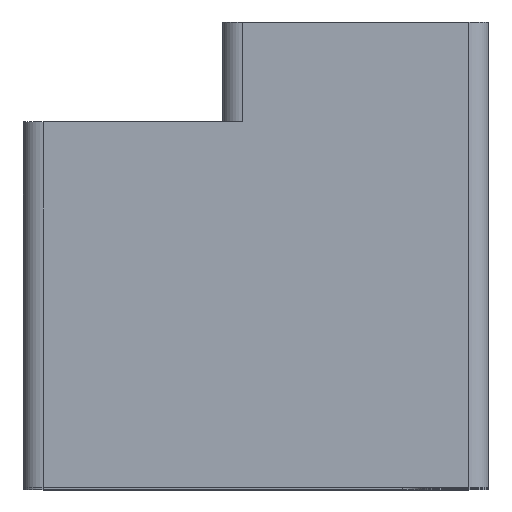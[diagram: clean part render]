
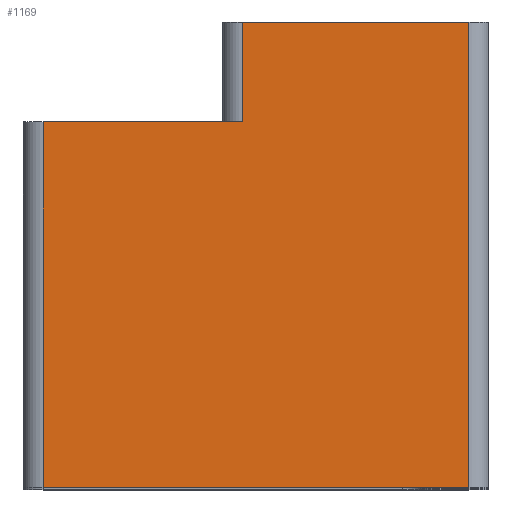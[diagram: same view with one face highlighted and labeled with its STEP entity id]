
A CAD part, top view. The second image highlights one B-rep face of the part: STEP entity #1169.
In plain terms, the highlighted planar face has unit normal (0, 0, 1).
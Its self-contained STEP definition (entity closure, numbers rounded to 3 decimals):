
#9 = CARTESIAN_POINT ( 'NONE',  ( 267., 50., 0. ) ) ;
#24 = LINE ( 'NONE', #36, #1810 ) ;
#36 = CARTESIAN_POINT ( 'NONE',  ( 233., -10., 0. ) ) ;
#51 = DIRECTION ( 'NONE',  ( 1., 0., 0. ) ) ;
#70 = LINE ( 'NONE', #1219, #261 ) ;
#126 = LINE ( 'NONE', #280, #712 ) ;
#170 = EDGE_CURVE ( 'NONE', #283, #1320, #768, .T. ) ;
#243 = CARTESIAN_POINT ( 'NONE',  ( 203., 35., 0. ) ) ;
#261 = VECTOR ( 'NONE', #1800, 1000. ) ;
#280 = CARTESIAN_POINT ( 'NONE',  ( 267., -10., 0. ) ) ;
#283 = VERTEX_POINT ( 'NONE', #243 ) ;
#353 = EDGE_CURVE ( 'NONE', #521, #718, #1279, .T. ) ;
#359 = DIRECTION ( 'NONE',  ( 0., -1., 0. ) ) ;
#403 = VERTEX_POINT ( 'NONE', #483 ) ;
#423 = ORIENTED_EDGE ( 'NONE', *, *, #353, .F. ) ;
#428 = ORIENTED_EDGE ( 'NONE', *, *, #1702, .T. ) ;
#432 = EDGE_CURVE ( 'NONE', #403, #1320, #24, .T. ) ;
#483 = CARTESIAN_POINT ( 'NONE',  ( 233., 50., 0. ) ) ;
#521 = VERTEX_POINT ( 'NONE', #620 ) ;
#609 = DIRECTION ( 'NONE',  ( 0., -1., 0. ) ) ;
#620 = CARTESIAN_POINT ( 'NONE',  ( 267., -20., 0. ) ) ;
#712 = VECTOR ( 'NONE', #1017, 1000. ) ;
#718 = VERTEX_POINT ( 'NONE', #1294 ) ;
#768 = LINE ( 'NONE', #1345, #1177 ) ;
#786 = CARTESIAN_POINT ( 'NONE',  ( 203., -10., 0. ) ) ;
#807 = PLANE ( 'NONE',  #1225 ) ;
#994 = ORIENTED_EDGE ( 'NONE', *, *, #1500, .F. ) ;
#1017 = DIRECTION ( 'NONE',  ( 0., 1., 0. ) ) ;
#1169 = ADVANCED_FACE ( 'NONE', ( #1232 ), #807, .F. ) ;
#1177 = VECTOR ( 'NONE', #51, 1000. ) ;
#1219 = CARTESIAN_POINT ( 'NONE',  ( 0., 50., 0. ) ) ;
#1225 = AXIS2_PLACEMENT_3D ( 'NONE', #1678, #1388, #1551 ) ;
#1232 = FACE_OUTER_BOUND ( 'NONE', #1854, .T. ) ;
#1259 = ORIENTED_EDGE ( 'NONE', *, *, #432, .T. ) ;
#1277 = ORIENTED_EDGE ( 'NONE', *, *, #1839, .T. ) ;
#1279 = LINE ( 'NONE', #1556, #1649 ) ;
#1294 = CARTESIAN_POINT ( 'NONE',  ( 203., -20., 0. ) ) ;
#1295 = VERTEX_POINT ( 'NONE', #9 ) ;
#1320 = VERTEX_POINT ( 'NONE', #1709 ) ;
#1345 = CARTESIAN_POINT ( 'NONE',  ( 0., 35., 0. ) ) ;
#1376 = VECTOR ( 'NONE', #359, 1000. ) ;
#1388 = DIRECTION ( 'NONE',  ( 0., 0., -1. ) ) ;
#1462 = DIRECTION ( 'NONE',  ( -1., 0., 0. ) ) ;
#1490 = ORIENTED_EDGE ( 'NONE', *, *, #170, .F. ) ;
#1500 = EDGE_CURVE ( 'NONE', #403, #1295, #70, .T. ) ;
#1551 = DIRECTION ( 'NONE',  ( -1., 0., 0. ) ) ;
#1556 = CARTESIAN_POINT ( 'NONE',  ( 270., -20., 0. ) ) ;
#1635 = LINE ( 'NONE', #786, #1376 ) ;
#1649 = VECTOR ( 'NONE', #1462, 1000. ) ;
#1678 = CARTESIAN_POINT ( 'NONE',  ( 270., -10., 0. ) ) ;
#1702 = EDGE_CURVE ( 'NONE', #521, #1295, #126, .T. ) ;
#1709 = CARTESIAN_POINT ( 'NONE',  ( 233., 35., 0. ) ) ;
#1800 = DIRECTION ( 'NONE',  ( 1., 0., 0. ) ) ;
#1810 = VECTOR ( 'NONE', #609, 1000. ) ;
#1839 = EDGE_CURVE ( 'NONE', #283, #718, #1635, .T. ) ;
#1854 = EDGE_LOOP ( 'NONE', ( #423, #428, #994, #1259, #1490, #1277 ) ) ;
